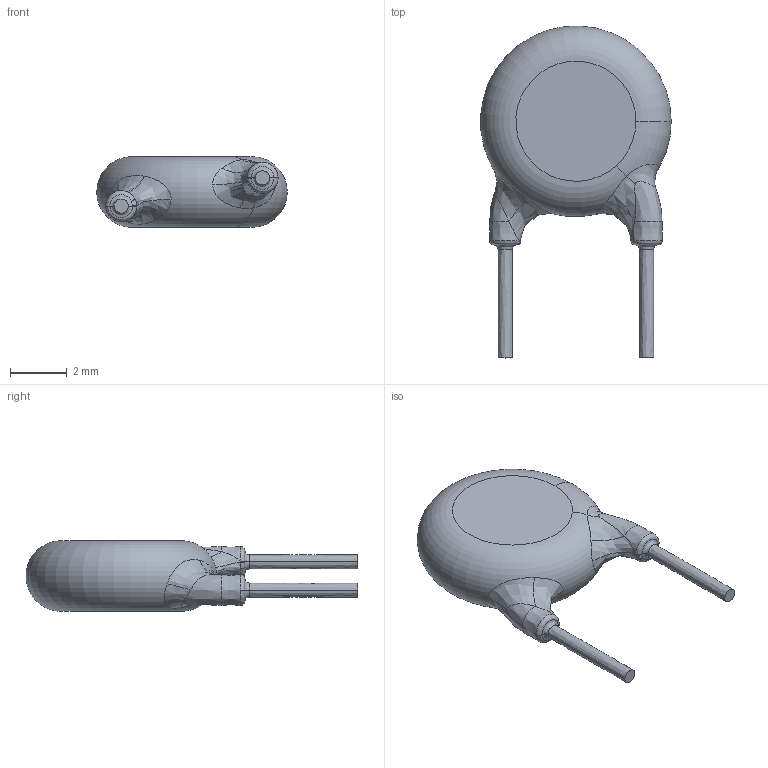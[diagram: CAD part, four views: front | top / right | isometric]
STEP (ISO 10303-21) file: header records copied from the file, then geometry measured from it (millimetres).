
FILE_DESCRIPTION((''),'2;1');
FILE_NAME('CDISK_P5X1_D6-75_TH2-5','2019-02-11T',('Dragos'),(''),'PRO/ENGINEER BY PARAMETRIC TECHNOLOGY CORPORATION, 2004440','PRO/ENGINEER BY PARAMETRIC TECHNOLOGY CORPORATION, 2004440','');
FILE_SCHEMA(('AUTOMOTIVE_DESIGN { 1 0 10303 214 1 1 1 1 }'));
Length unit declared in the file: millimetre
Products named in the file (1): CDISK_P5X1_D6-75_TH2-5
Bounding box: 6.74 x 11.75 x 2.5 mm (x, y, z)
Volume: 82.9 mm3; surface area: 126.2 mm2
Topology: 1 solids, 1 shells, 36 faces, 101 edges, 75 vertices
Faces by surface type: bspline 30, plane 4, torus 2
Entity records: 3705 total; most frequent: CARTESIAN_POINT 2518, ORIENTED_EDGE 164, PRESENTATION_STYLE_ASSIGNMENT 115, STYLED_ITEM 109, CURVE_STYLE 108, EDGE_CURVE 82, DIRECTION 79, B_SPLINE_CURVE_WITH_KNOTS 60
